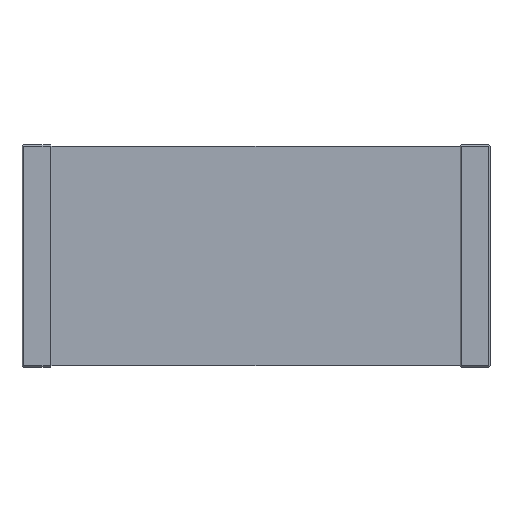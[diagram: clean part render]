
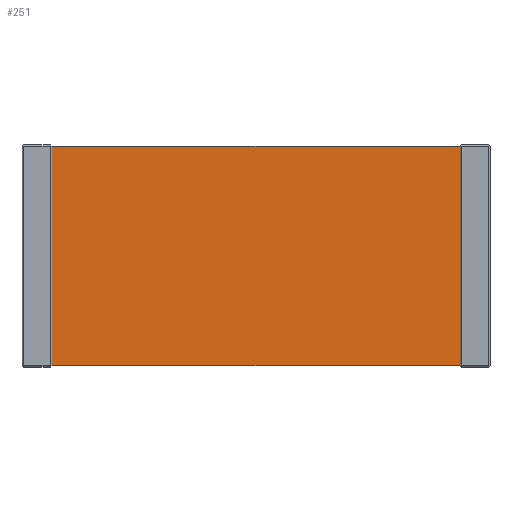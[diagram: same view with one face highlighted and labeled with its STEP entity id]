
A CAD part, top view. The second image highlights one B-rep face of the part: STEP entity #251.
In plain terms, the highlighted planar face has unit normal (0, 0, 1).
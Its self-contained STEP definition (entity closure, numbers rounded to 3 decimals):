
#55 = EDGE_CURVE('',#56,#58,#60,.T.);
#56 = VERTEX_POINT('',#57);
#57 = CARTESIAN_POINT('',(2.75,1.48,0.68));
#58 = VERTEX_POINT('',#59);
#59 = CARTESIAN_POINT('',(2.75,-1.48,0.68));
#60 = LINE('',#61,#62);
#61 = CARTESIAN_POINT('',(2.75,1.48,0.68));
#62 = VECTOR('',#63,1.);
#63 = DIRECTION('',(0.,-1.,0.));
#251 = ADVANCED_FACE('',(#252),#277,.F.);
#252 = FACE_BOUND('',#253,.F.);
#253 = EDGE_LOOP('',(#254,#262,#263,#271));
#254 = ORIENTED_EDGE('',*,*,#255,.T.);
#255 = EDGE_CURVE('',#256,#56,#258,.T.);
#256 = VERTEX_POINT('',#257);
#257 = CARTESIAN_POINT('',(-2.75,1.48,0.68));
#258 = LINE('',#259,#260);
#259 = CARTESIAN_POINT('',(-2.75,1.48,0.68));
#260 = VECTOR('',#261,1.);
#261 = DIRECTION('',(1.,0.,0.));
#262 = ORIENTED_EDGE('',*,*,#55,.T.);
#263 = ORIENTED_EDGE('',*,*,#264,.F.);
#264 = EDGE_CURVE('',#265,#58,#267,.T.);
#265 = VERTEX_POINT('',#266);
#266 = CARTESIAN_POINT('',(-2.75,-1.48,0.68));
#267 = LINE('',#268,#269);
#268 = CARTESIAN_POINT('',(-2.75,-1.48,0.68));
#269 = VECTOR('',#270,1.);
#270 = DIRECTION('',(1.,0.,0.));
#271 = ORIENTED_EDGE('',*,*,#272,.F.);
#272 = EDGE_CURVE('',#256,#265,#273,.T.);
#273 = LINE('',#274,#275);
#274 = CARTESIAN_POINT('',(-2.75,1.5,0.68));
#275 = VECTOR('',#276,1.);
#276 = DIRECTION('',(0.,-1.,0.));
#277 = PLANE('',#278);
#278 = AXIS2_PLACEMENT_3D('',#279,#280,#281);
#279 = CARTESIAN_POINT('',(-2.75,1.48,0.68));
#280 = DIRECTION('',(0.,0.,-1.));
#281 = DIRECTION('',(0.,-1.,0.));
